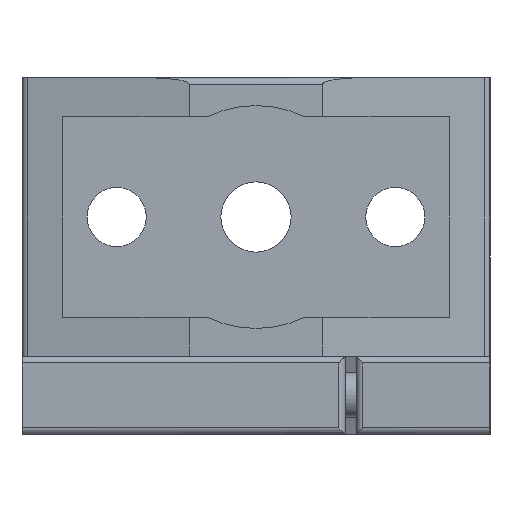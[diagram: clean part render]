
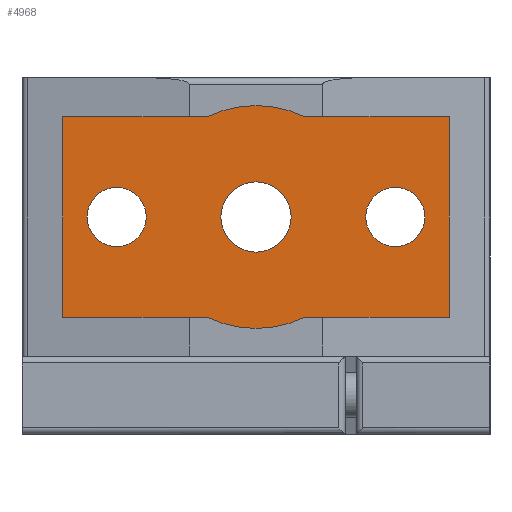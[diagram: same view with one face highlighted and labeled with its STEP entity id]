
A CAD part, left-side view. The second image highlights one B-rep face of the part: STEP entity #4968.
In plain terms, the highlighted planar face has unit normal (-1, 0, 0).
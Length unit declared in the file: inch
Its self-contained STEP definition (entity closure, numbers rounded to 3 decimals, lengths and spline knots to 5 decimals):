
#14 = VERTEX_POINT ( 'NONE', #3965 ) ;
#19 = DIRECTION ( 'NONE',  ( 0., -1., 0. ) ) ;
#29 = VERTEX_POINT ( 'NONE', #2326 ) ;
#168 = EDGE_CURVE ( 'NONE', #4132, #574, #3259, .T. ) ;
#179 = FACE_OUTER_BOUND ( 'NONE', #5336, .T. ) ;
#208 = VECTOR ( 'NONE', #19, 39.37008 ) ;
#380 = VERTEX_POINT ( 'NONE', #2581 ) ;
#414 = EDGE_CURVE ( 'NONE', #3205, #3205, #2545, .T. ) ;
#479 = EDGE_CURVE ( 'NONE', #4648, #14, #5152, .T. ) ;
#520 = CARTESIAN_POINT ( 'NONE',  ( 0.96457, 0.17161, -0.21654 ) ) ;
#574 = VERTEX_POINT ( 'NONE', #4829 ) ;
#585 = CARTESIAN_POINT ( 'NONE',  ( 0.96457, -0.17161, -0.21654 ) ) ;
#701 = CARTESIAN_POINT ( 'NONE',  ( 0.96457, 0., 0.1378 ) ) ;
#786 = DIRECTION ( 'NONE',  ( 0., 1., 0. ) ) ;
#836 = ORIENTED_EDGE ( 'NONE', *, *, #1896, .F. ) ;
#842 = DIRECTION ( 'NONE',  ( 1., 0., 0. ) ) ;
#865 = LINE ( 'NONE', #4920, #2634 ) ;
#878 = AXIS2_PLACEMENT_3D ( 'NONE', #701, #2839, #5569 ) ;
#974 = DIRECTION ( 'NONE',  ( 0., 0., 1. ) ) ;
#1030 = CARTESIAN_POINT ( 'NONE',  ( 0.96457, 0., 0.1378 ) ) ;
#1084 = EDGE_LOOP ( 'NONE', ( #1554 ) ) ;
#1104 = CARTESIAN_POINT ( 'NONE',  ( 0.96457, 0., 0.1378 ) ) ;
#1160 = ORIENTED_EDGE ( 'NONE', *, *, #2882, .T. ) ;
#1162 = AXIS2_PLACEMENT_3D ( 'NONE', #1030, #5532, #2799 ) ;
#1179 = VERTEX_POINT ( 'NONE', #4346 ) ;
#1197 = ORIENTED_EDGE ( 'NONE', *, *, #2415, .F. ) ;
#1204 = DIRECTION ( 'NONE',  ( 0., 0., 1. ) ) ;
#1205 = VERTEX_POINT ( 'NONE', #585 ) ;
#1249 = CARTESIAN_POINT ( 'NONE',  ( 0.96457, -0.68278, 0.82677 ) ) ;
#1554 = ORIENTED_EDGE ( 'NONE', *, *, #414, .T. ) ;
#1633 = ORIENTED_EDGE ( 'NONE', *, *, #4304, .T. ) ;
#1648 = CIRCLE ( 'NONE', #5348, 0.10433 ) ;
#1729 = ORIENTED_EDGE ( 'NONE', *, *, #5224, .F. ) ;
#1752 = CIRCLE ( 'NONE', #4996, 0.12402 ) ;
#1896 = EDGE_CURVE ( 'NONE', #29, #4648, #2461, .T. ) ;
#2062 = DIRECTION ( 'NONE',  ( 1., 0., 0. ) ) ;
#2159 = VECTOR ( 'NONE', #5531, 39.37008 ) ;
#2325 = EDGE_LOOP ( 'NONE', ( #5533 ) ) ;
#2326 = CARTESIAN_POINT ( 'NONE',  ( 0.96457, 0.17161, 0.49213 ) ) ;
#2404 = ORIENTED_EDGE ( 'NONE', *, *, #5258, .T. ) ;
#2415 = EDGE_CURVE ( 'NONE', #1205, #4132, #4433, .T. ) ;
#2461 = CIRCLE ( 'NONE', #1162, 0.3937 ) ;
#2545 = CIRCLE ( 'NONE', #3007, 0.10433 ) ;
#2581 = CARTESIAN_POINT ( 'NONE',  ( 0.96457, 0., 0.26181 ) ) ;
#2583 = CARTESIAN_POINT ( 'NONE',  ( 0.96457, 0.49213, 0.1378 ) ) ;
#2609 = DIRECTION ( 'NONE',  ( 0., 0., 1. ) ) ;
#2619 = CARTESIAN_POINT ( 'NONE',  ( 0.96457, -0.68278, -0.21654 ) ) ;
#2632 = CARTESIAN_POINT ( 'NONE',  ( 0.96457, 0.68278, 0.82677 ) ) ;
#2634 = VECTOR ( 'NONE', #3156, 39.37008 ) ;
#2748 = VECTOR ( 'NONE', #786, 39.37008 ) ;
#2799 = DIRECTION ( 'NONE',  ( 0., 0., -1. ) ) ;
#2839 = DIRECTION ( 'NONE',  ( 1., 0., 0. ) ) ;
#2882 = EDGE_CURVE ( 'NONE', #1179, #1179, #1648, .T. ) ;
#2898 = FACE_BOUND ( 'NONE', #3199, .T. ) ;
#2962 = CARTESIAN_POINT ( 'NONE',  ( 0.96457, 0., -0.21654 ) ) ;
#3007 = AXIS2_PLACEMENT_3D ( 'NONE', #5068, #4945, #974 ) ;
#3064 = LINE ( 'NONE', #3122, #208 ) ;
#3093 = CARTESIAN_POINT ( 'NONE',  ( 0.96457, 0., 0.1378 ) ) ;
#3122 = CARTESIAN_POINT ( 'NONE',  ( 0.96457, 0., 0.49213 ) ) ;
#3156 = DIRECTION ( 'NONE',  ( 0., 1., 0. ) ) ;
#3199 = EDGE_LOOP ( 'NONE', ( #1160 ) ) ;
#3205 = VERTEX_POINT ( 'NONE', #4974 ) ;
#3259 = LINE ( 'NONE', #2962, #2748 ) ;
#3318 = EDGE_CURVE ( 'NONE', #380, #380, #1752, .T. ) ;
#3331 = AXIS2_PLACEMENT_3D ( 'NONE', #1104, #2062, #4271 ) ;
#3373 = ORIENTED_EDGE ( 'NONE', *, *, #5623, .F. ) ;
#3382 = ORIENTED_EDGE ( 'NONE', *, *, #168, .F. ) ;
#3690 = FACE_BOUND ( 'NONE', #2325, .T. ) ;
#3771 = CARTESIAN_POINT ( 'NONE',  ( 0.96457, 0., 0.49213 ) ) ;
#3812 = PLANE ( 'NONE',  #878 ) ;
#3929 = LINE ( 'NONE', #1249, #5049 ) ;
#3936 = VECTOR ( 'NONE', #5322, 39.37008 ) ;
#3965 = CARTESIAN_POINT ( 'NONE',  ( 0.96457, -0.68278, 0.49213 ) ) ;
#4090 = LINE ( 'NONE', #2632, #3936 ) ;
#4132 = VERTEX_POINT ( 'NONE', #520 ) ;
#4211 = VERTEX_POINT ( 'NONE', #5534 ) ;
#4271 = DIRECTION ( 'NONE',  ( 0., 0., -1. ) ) ;
#4304 = EDGE_CURVE ( 'NONE', #4381, #14, #3929, .T. ) ;
#4346 = CARTESIAN_POINT ( 'NONE',  ( 0.96457, 0.49213, 0.24213 ) ) ;
#4381 = VERTEX_POINT ( 'NONE', #2619 ) ;
#4433 = CIRCLE ( 'NONE', #3331, 0.3937 ) ;
#4648 = VERTEX_POINT ( 'NONE', #4674 ) ;
#4659 = DIRECTION ( 'NONE',  ( 0., 0., 1. ) ) ;
#4668 = FACE_BOUND ( 'NONE', #1084, .T. ) ;
#4674 = CARTESIAN_POINT ( 'NONE',  ( 0.96457, -0.17161, 0.49213 ) ) ;
#4746 = DIRECTION ( 'NONE',  ( 1., 0., 0. ) ) ;
#4829 = CARTESIAN_POINT ( 'NONE',  ( 0.96457, 0.68278, -0.21654 ) ) ;
#4920 = CARTESIAN_POINT ( 'NONE',  ( 0.96457, 0., -0.21654 ) ) ;
#4945 = DIRECTION ( 'NONE',  ( 1., 0., 0. ) ) ;
#4968 = ADVANCED_FACE ( 'NONE', ( #179, #3690, #2898, #4668 ), #3812, .F. ) ;
#4974 = CARTESIAN_POINT ( 'NONE',  ( 0.96457, -0.49213, 0.24213 ) ) ;
#4996 = AXIS2_PLACEMENT_3D ( 'NONE', #3093, #4746, #1204 ) ;
#5049 = VECTOR ( 'NONE', #4659, 39.37008 ) ;
#5068 = CARTESIAN_POINT ( 'NONE',  ( 0.96457, -0.49213, 0.1378 ) ) ;
#5110 = ORIENTED_EDGE ( 'NONE', *, *, #479, .F. ) ;
#5152 = LINE ( 'NONE', #3771, #2159 ) ;
#5224 = EDGE_CURVE ( 'NONE', #4381, #1205, #865, .T. ) ;
#5258 = EDGE_CURVE ( 'NONE', #4211, #574, #4090, .T. ) ;
#5322 = DIRECTION ( 'NONE',  ( 0., 0., -1. ) ) ;
#5336 = EDGE_LOOP ( 'NONE', ( #1197, #1729, #1633, #5110, #836, #3373, #2404, #3382 ) ) ;
#5348 = AXIS2_PLACEMENT_3D ( 'NONE', #2583, #842, #2609 ) ;
#5531 = DIRECTION ( 'NONE',  ( 0., -1., 0. ) ) ;
#5532 = DIRECTION ( 'NONE',  ( 1., 0., 0. ) ) ;
#5533 = ORIENTED_EDGE ( 'NONE', *, *, #3318, .T. ) ;
#5534 = CARTESIAN_POINT ( 'NONE',  ( 0.96457, 0.68278, 0.49213 ) ) ;
#5569 = DIRECTION ( 'NONE',  ( 0., 0., -1. ) ) ;
#5623 = EDGE_CURVE ( 'NONE', #4211, #29, #3064, .T. ) ;
